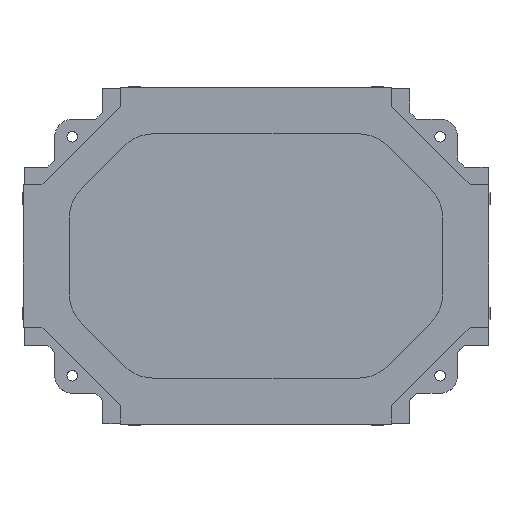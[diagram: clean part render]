
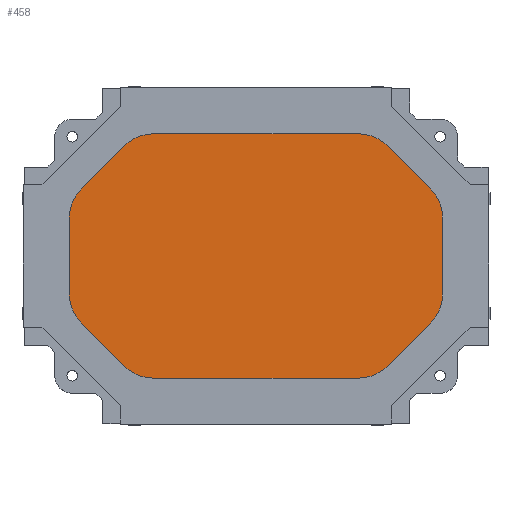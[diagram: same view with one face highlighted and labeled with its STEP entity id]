
A CAD part, top view. The second image highlights one B-rep face of the part: STEP entity #458.
In plain terms, the highlighted planar face has unit normal (0, 0, 1).
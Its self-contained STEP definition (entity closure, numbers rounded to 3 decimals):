
#458 = ADVANCED_FACE( '', ( #1302 ), #1303, .T. );
#1302 = FACE_OUTER_BOUND( '', #2591, .T. );
#1303 = PLANE( '', #2592 );
#2591 = EDGE_LOOP( '', ( #3948, #3949, #3950, #3951, #3952, #3953, #3954, #3955, #3956, #3957, #3958, #3959, #3960, #3961, #3962, #3963 ) );
#2592 = AXIS2_PLACEMENT_3D( '', #3964, #3965, #3966 );
#3948 = ORIENTED_EDGE( '', *, *, #7685, .T. );
#3949 = ORIENTED_EDGE( '', *, *, #7686, .T. );
#3950 = ORIENTED_EDGE( '', *, *, #7687, .T. );
#3951 = ORIENTED_EDGE( '', *, *, #7688, .T. );
#3952 = ORIENTED_EDGE( '', *, *, #7689, .T. );
#3953 = ORIENTED_EDGE( '', *, *, #7690, .T. );
#3954 = ORIENTED_EDGE( '', *, *, #7691, .T. );
#3955 = ORIENTED_EDGE( '', *, *, #7692, .T. );
#3956 = ORIENTED_EDGE( '', *, *, #7693, .T. );
#3957 = ORIENTED_EDGE( '', *, *, #7694, .T. );
#3958 = ORIENTED_EDGE( '', *, *, #7695, .T. );
#3959 = ORIENTED_EDGE( '', *, *, #7696, .T. );
#3960 = ORIENTED_EDGE( '', *, *, #7697, .T. );
#3961 = ORIENTED_EDGE( '', *, *, #7698, .T. );
#3962 = ORIENTED_EDGE( '', *, *, #7699, .T. );
#3963 = ORIENTED_EDGE( '', *, *, #7700, .T. );
#3964 = CARTESIAN_POINT( '', ( 41.87, 62.974, 16. ) );
#3965 = DIRECTION( '', ( 0., 0., 1. ) );
#3966 = DIRECTION( '', ( 1., 0., 0. ) );
#7685 = EDGE_CURVE( '', #9229, #9230, #9231, .T. );
#7686 = EDGE_CURVE( '', #9230, #9232, #9233, .T. );
#7687 = EDGE_CURVE( '', #9232, #9234, #9235, .T. );
#7688 = EDGE_CURVE( '', #9234, #9236, #9237, .T. );
#7689 = EDGE_CURVE( '', #9236, #9238, #9239, .T. );
#7690 = EDGE_CURVE( '', #9238, #9240, #9241, .T. );
#7691 = EDGE_CURVE( '', #9240, #9242, #9243, .T. );
#7692 = EDGE_CURVE( '', #9242, #9244, #9245, .T. );
#7693 = EDGE_CURVE( '', #9244, #9246, #9247, .T. );
#7694 = EDGE_CURVE( '', #9246, #9248, #9249, .T. );
#7695 = EDGE_CURVE( '', #9248, #9250, #9251, .T. );
#7696 = EDGE_CURVE( '', #9250, #9252, #9253, .T. );
#7697 = EDGE_CURVE( '', #9252, #9254, #9255, .T. );
#7698 = EDGE_CURVE( '', #9254, #9256, #9257, .T. );
#7699 = EDGE_CURVE( '', #9256, #9258, #9259, .T. );
#7700 = EDGE_CURVE( '', #9258, #9229, #9260, .T. );
#9229 = VERTEX_POINT( '', #11496 );
#9230 = VERTEX_POINT( '', #11497 );
#9231 = LINE( '', #11498, #11499 );
#9232 = VERTEX_POINT( '', #11500 );
#9233 = CIRCLE( '', #11501, 20. );
#9234 = VERTEX_POINT( '', #11502 );
#9235 = LINE( '', #11503, #11504 );
#9236 = VERTEX_POINT( '', #11505 );
#9237 = CIRCLE( '', #11506, 20. );
#9238 = VERTEX_POINT( '', #11507 );
#9239 = LINE( '', #11508, #11509 );
#9240 = VERTEX_POINT( '', #11510 );
#9241 = CIRCLE( '', #11511, 20. );
#9242 = VERTEX_POINT( '', #11512 );
#9243 = LINE( '', #11513, #11514 );
#9244 = VERTEX_POINT( '', #11515 );
#9245 = CIRCLE( '', #11516, 20. );
#9246 = VERTEX_POINT( '', #11517 );
#9247 = LINE( '', #11518, #11519 );
#9248 = VERTEX_POINT( '', #11520 );
#9249 = CIRCLE( '', #11521, 20. );
#9250 = VERTEX_POINT( '', #11522 );
#9251 = LINE( '', #11523, #11524 );
#9252 = VERTEX_POINT( '', #11525 );
#9253 = CIRCLE( '', #11526, 20. );
#9254 = VERTEX_POINT( '', #11527 );
#9255 = LINE( '', #11528, #11529 );
#9256 = VERTEX_POINT( '', #11530 );
#9257 = CIRCLE( '', #11531, 20. );
#9258 = VERTEX_POINT( '', #11532 );
#9259 = LINE( '', #11533, #11534 );
#9260 = CIRCLE( '', #11535, 20. );
#11496 = CARTESIAN_POINT( '', ( 21.87, 99.726, 16. ) );
#11497 = CARTESIAN_POINT( '', ( 21.87, 62.974, 16. ) );
#11498 = CARTESIAN_POINT( '', ( 21.87, 99.726, 16. ) );
#11499 = VECTOR( '', #14508, 1000. );
#11500 = CARTESIAN_POINT( '', ( 27.728, 48.832, 16. ) );
#11501 = AXIS2_PLACEMENT_3D( '', #14509, #14510, #14511 );
#11502 = CARTESIAN_POINT( '', ( 48.602, 27.958, 16. ) );
#11503 = CARTESIAN_POINT( '', ( 27.728, 48.832, 16. ) );
#11504 = VECTOR( '', #14512, 1000. );
#11505 = CARTESIAN_POINT( '', ( 62.744, 22.1, 16. ) );
#11506 = AXIS2_PLACEMENT_3D( '', #14513, #14514, #14515 );
#11507 = CARTESIAN_POINT( '', ( 161.996, 22.1, 16. ) );
#11508 = CARTESIAN_POINT( '', ( 62.744, 22.1, 16. ) );
#11509 = VECTOR( '', #14516, 1000. );
#11510 = CARTESIAN_POINT( '', ( 176.138, 27.958, 16. ) );
#11511 = AXIS2_PLACEMENT_3D( '', #14517, #14518, #14519 );
#11512 = CARTESIAN_POINT( '', ( 197.012, 48.832, 16. ) );
#11513 = CARTESIAN_POINT( '', ( 176.138, 27.958, 16. ) );
#11514 = VECTOR( '', #14520, 1000. );
#11515 = CARTESIAN_POINT( '', ( 202.87, 62.974, 16. ) );
#11516 = AXIS2_PLACEMENT_3D( '', #14521, #14522, #14523 );
#11517 = CARTESIAN_POINT( '', ( 202.87, 99.726, 16. ) );
#11518 = CARTESIAN_POINT( '', ( 202.87, 62.974, 16. ) );
#11519 = VECTOR( '', #14524, 1000. );
#11520 = CARTESIAN_POINT( '', ( 197.012, 113.868, 16. ) );
#11521 = AXIS2_PLACEMENT_3D( '', #14525, #14526, #14527 );
#11522 = CARTESIAN_POINT( '', ( 176.138, 134.742, 16. ) );
#11523 = CARTESIAN_POINT( '', ( 197.012, 113.868, 16. ) );
#11524 = VECTOR( '', #14528, 1000. );
#11525 = CARTESIAN_POINT( '', ( 161.996, 140.6, 16. ) );
#11526 = AXIS2_PLACEMENT_3D( '', #14529, #14530, #14531 );
#11527 = CARTESIAN_POINT( '', ( 62.744, 140.6, 16. ) );
#11528 = CARTESIAN_POINT( '', ( 161.996, 140.6, 16. ) );
#11529 = VECTOR( '', #14532, 1000. );
#11530 = CARTESIAN_POINT( '', ( 48.602, 134.742, 16. ) );
#11531 = AXIS2_PLACEMENT_3D( '', #14533, #14534, #14535 );
#11532 = CARTESIAN_POINT( '', ( 27.728, 113.868, 16. ) );
#11533 = CARTESIAN_POINT( '', ( 48.602, 134.742, 16. ) );
#11534 = VECTOR( '', #14536, 1000. );
#11535 = AXIS2_PLACEMENT_3D( '', #14537, #14538, #14539 );
#14508 = DIRECTION( '', ( 0., -1., 0. ) );
#14509 = CARTESIAN_POINT( '', ( 41.87, 62.974, 16. ) );
#14510 = DIRECTION( '', ( 0., 0., 1. ) );
#14511 = DIRECTION( '', ( 1., 0., 0. ) );
#14512 = DIRECTION( '', ( 0.707, -0.707, 0. ) );
#14513 = CARTESIAN_POINT( '', ( 62.744, 42.1, 16. ) );
#14514 = DIRECTION( '', ( 0., 0., 1. ) );
#14515 = DIRECTION( '', ( 1., 0., 0. ) );
#14516 = DIRECTION( '', ( 1., 0., 0. ) );
#14517 = CARTESIAN_POINT( '', ( 161.996, 42.1, 16. ) );
#14518 = DIRECTION( '', ( 0., 0., 1. ) );
#14519 = DIRECTION( '', ( 1., 0., 0. ) );
#14520 = DIRECTION( '', ( 0.707, 0.707, 0. ) );
#14521 = CARTESIAN_POINT( '', ( 182.87, 62.974, 16. ) );
#14522 = DIRECTION( '', ( 0., 0., 1. ) );
#14523 = DIRECTION( '', ( 1., 0., 0. ) );
#14524 = DIRECTION( '', ( 0., 1., 0. ) );
#14525 = CARTESIAN_POINT( '', ( 182.87, 99.726, 16. ) );
#14526 = DIRECTION( '', ( 0., 0., 1. ) );
#14527 = DIRECTION( '', ( 1., 0., 0. ) );
#14528 = DIRECTION( '', ( -0.707, 0.707, 0. ) );
#14529 = CARTESIAN_POINT( '', ( 161.996, 120.6, 16. ) );
#14530 = DIRECTION( '', ( 0., 0., 1. ) );
#14531 = DIRECTION( '', ( 1., 0., 0. ) );
#14532 = DIRECTION( '', ( -1., 0., 0. ) );
#14533 = CARTESIAN_POINT( '', ( 62.744, 120.6, 16. ) );
#14534 = DIRECTION( '', ( 0., 0., 1. ) );
#14535 = DIRECTION( '', ( 1., 0., 0. ) );
#14536 = DIRECTION( '', ( -0.707, -0.707, 0. ) );
#14537 = CARTESIAN_POINT( '', ( 41.87, 99.726, 16. ) );
#14538 = DIRECTION( '', ( 0., 0., 1. ) );
#14539 = DIRECTION( '', ( 1., 0., 0. ) );
